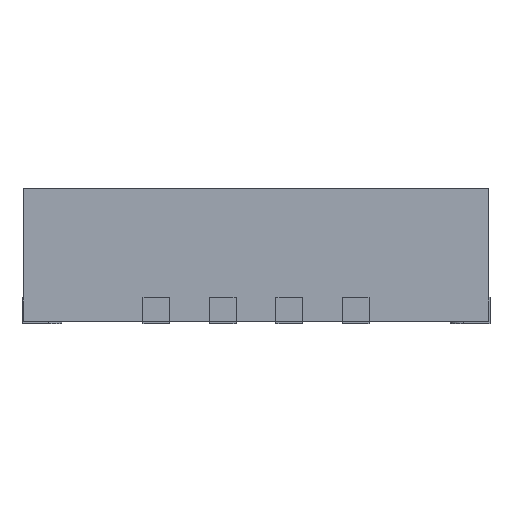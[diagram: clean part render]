
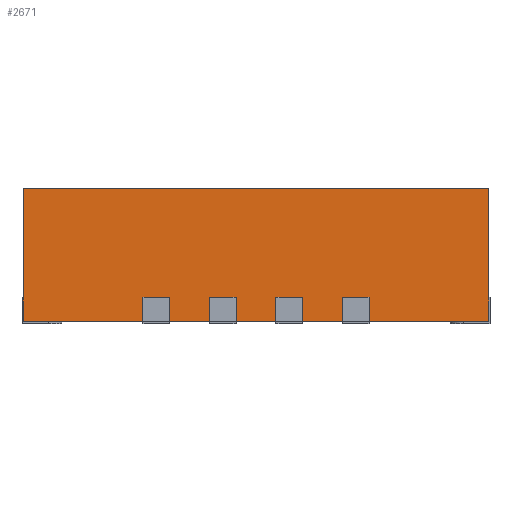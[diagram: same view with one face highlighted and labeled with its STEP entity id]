
A CAD part, left-side view. The second image highlights one B-rep face of the part: STEP entity #2671.
In plain terms, the highlighted planar face has unit normal (-1, 0, 0).
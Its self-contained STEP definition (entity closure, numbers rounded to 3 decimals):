
#72 = DIRECTION ( 'NONE',  ( 0., -1., 0. ) ) ;
#219 = VERTEX_POINT ( 'NONE', #352 ) ;
#352 = CARTESIAN_POINT ( 'NONE',  ( -2.25, 1.75, 1.02 ) ) ;
#623 = EDGE_CURVE ( 'NONE', #4950, #2569, #3115, .T. ) ;
#1272 = VECTOR ( 'NONE', #8680, 1000. ) ;
#1799 = CARTESIAN_POINT ( 'NONE',  ( -2.25, -1.75, 0.02 ) ) ;
#2289 = FACE_OUTER_BOUND ( 'NONE', #4078, .T. ) ;
#2451 = AXIS2_PLACEMENT_3D ( 'NONE', #4509, #7207, #2462 ) ;
#2462 = DIRECTION ( 'NONE',  ( 0., 1., 0. ) ) ;
#2569 = VERTEX_POINT ( 'NONE', #8051 ) ;
#2607 = DIRECTION ( 'NONE',  ( 0., 0., -1. ) ) ;
#2671 = ADVANCED_FACE ( 'NONE', ( #2289 ), #2827, .F. ) ;
#2795 = CARTESIAN_POINT ( 'NONE',  ( -2.25, 1.75, 1.02 ) ) ;
#2796 = VERTEX_POINT ( 'NONE', #8875 ) ;
#2827 = PLANE ( 'NONE',  #2451 ) ;
#3081 = LINE ( 'NONE', #7181, #7230 ) ;
#3115 = LINE ( 'NONE', #1799, #1272 ) ;
#3487 = VECTOR ( 'NONE', #2607, 1000. ) ;
#3711 = EDGE_CURVE ( 'NONE', #2796, #2569, #3081, .T. ) ;
#3764 = EDGE_CURVE ( 'NONE', #219, #4950, #5504, .T. ) ;
#4078 = EDGE_LOOP ( 'NONE', ( #4757, #8405, #6040, #8397 ) ) ;
#4509 = CARTESIAN_POINT ( 'NONE',  ( -2.25, -1.75, 1.02 ) ) ;
#4749 = LINE ( 'NONE', #6134, #8369 ) ;
#4757 = ORIENTED_EDGE ( 'NONE', *, *, #623, .T. ) ;
#4950 = VERTEX_POINT ( 'NONE', #8382 ) ;
#5409 = EDGE_CURVE ( 'NONE', #219, #2796, #4749, .T. ) ;
#5504 = LINE ( 'NONE', #2795, #3487 ) ;
#6040 = ORIENTED_EDGE ( 'NONE', *, *, #5409, .F. ) ;
#6134 = CARTESIAN_POINT ( 'NONE',  ( -2.25, -1.75, 1.02 ) ) ;
#6667 = DIRECTION ( 'NONE',  ( 0., 0., -1. ) ) ;
#7181 = CARTESIAN_POINT ( 'NONE',  ( -2.25, -1.75, 1.02 ) ) ;
#7207 = DIRECTION ( 'NONE',  ( 1., 0., 0. ) ) ;
#7230 = VECTOR ( 'NONE', #6667, 1000. ) ;
#8051 = CARTESIAN_POINT ( 'NONE',  ( -2.25, -1.75, 0.02 ) ) ;
#8369 = VECTOR ( 'NONE', #72, 1000. ) ;
#8382 = CARTESIAN_POINT ( 'NONE',  ( -2.25, 1.75, 0.02 ) ) ;
#8397 = ORIENTED_EDGE ( 'NONE', *, *, #3764, .T. ) ;
#8405 = ORIENTED_EDGE ( 'NONE', *, *, #3711, .F. ) ;
#8680 = DIRECTION ( 'NONE',  ( 0., -1., 0. ) ) ;
#8875 = CARTESIAN_POINT ( 'NONE',  ( -2.25, -1.75, 1.02 ) ) ;
